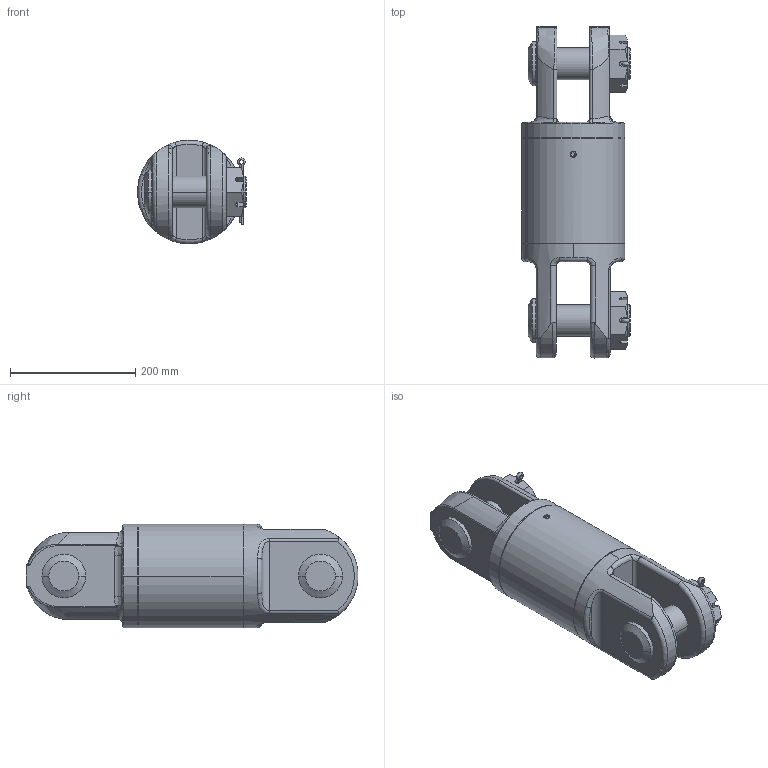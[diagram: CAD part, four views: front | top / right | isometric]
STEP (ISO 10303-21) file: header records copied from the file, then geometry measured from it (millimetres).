
FILE_DESCRIPTION((''),'2;1');
FILE_NAME('CROSBY_SWIVEL_35-S-2_0298225','2013-11-11T',('alan doughty'),('The Crosby Group LLC'),'PRO/ENGINEER BY PARAMETRIC TECHNOLOGY CORPORATION, 2013040','PRO/ENGINEER BY PARAMETRIC TECHNOLOGY CORPORATION, 2013040','');
FILE_SCHEMA(('AUTOMOTIVE_DESIGN { 1 0 10303 214 1 1 1 1 }'));
Length unit declared in the file: inch
Products named in the file (1): CROSBY_SWIVEL_35-S-2_0298225
Bounding box: 173.99 x 529.92 x 165.1 mm (x, y, z)
Volume: 7734821.9 mm3; surface area: 420970.7 mm2
Topology: 3 solids, 4 shells, 324 faces, 800 edges, 494 vertices
Faces by surface type: plane 100, cylinder 96, bspline 62, cone 44, torus 18, extrusion 4
Entity records: 14926 total; most frequent: CARTESIAN_POINT 7523, ORIENTED_EDGE 1600, DIRECTION 1346, EDGE_CURVE 800, AXIS2_PLACEMENT_3D 520, VERTEX_POINT 494, EDGE_LOOP 344, FACE_OUTER_BOUND 324
